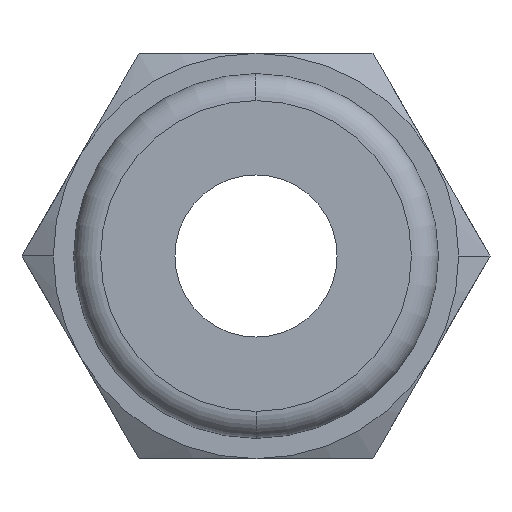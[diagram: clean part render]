
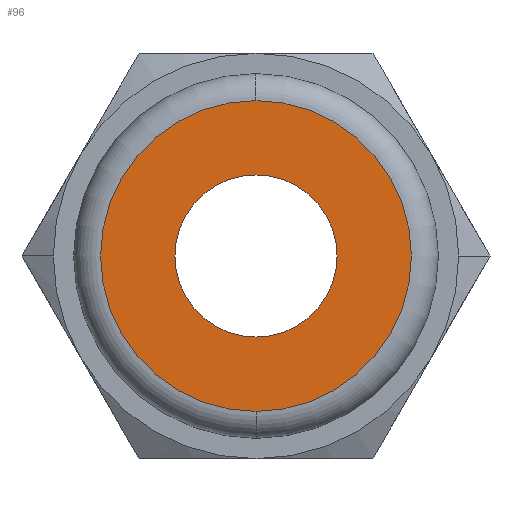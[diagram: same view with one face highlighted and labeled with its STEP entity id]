
A CAD part, front view. The second image highlights one B-rep face of the part: STEP entity #96.
In plain terms, the highlighted planar face has unit normal (0, -1, 0).
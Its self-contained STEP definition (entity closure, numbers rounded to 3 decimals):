
#96=ADVANCED_FACE('',(#208,#209),#210,.T.);
#208=FACE_BOUND('',#333,.T.);
#209=FACE_OUTER_BOUND('',#334,.T.);
#210=PLANE('',#335);
#333=EDGE_LOOP('',(#540,#541));
#334=EDGE_LOOP('',(#542,#543,#544));
#335=AXIS2_PLACEMENT_3D('',#545,#546,#547);
#540=ORIENTED_EDGE('',*,*,#788,.T.);
#541=ORIENTED_EDGE('',*,*,#789,.T.);
#542=ORIENTED_EDGE('',*,*,#790,.F.);
#543=ORIENTED_EDGE('',*,*,#791,.F.);
#544=ORIENTED_EDGE('',*,*,#782,.F.);
#545=CARTESIAN_POINT('',(2.875,0.0,0.0));
#546=DIRECTION('',(-0.0,-1.0,-0.0));
#547=DIRECTION('',(-1.0,0.0,0.0));
#782=EDGE_CURVE('',#940,#936,#942,.T.);
#788=EDGE_CURVE('',#948,#949,#950,.T.);
#789=EDGE_CURVE('',#949,#948,#951,.T.);
#790=EDGE_CURVE('',#952,#940,#953,.T.);
#791=EDGE_CURVE('',#936,#952,#954,.T.);
#936=VERTEX_POINT('',#1212);
#940=VERTEX_POINT('',#1216);
#942=CIRCLE('',#1218,5.75);
#948=VERTEX_POINT('',#1224);
#949=VERTEX_POINT('',#1225);
#950=CIRCLE('',#1226,3.0);
#951=CIRCLE('',#1227,3.0);
#952=VERTEX_POINT('',#1228);
#953=CIRCLE('',#1229,5.75);
#954=CIRCLE('',#1230,5.75);
#1212=CARTESIAN_POINT('',(0.,0.0,5.75));
#1216=CARTESIAN_POINT('',(0.,0.0,-5.75));
#1218=AXIS2_PLACEMENT_3D('',#1434,#1435,#1436);
#1224=CARTESIAN_POINT('',(-3.0,0.0,0.));
#1225=CARTESIAN_POINT('',(3.0,0.0,0.));
#1226=AXIS2_PLACEMENT_3D('',#1443,#1444,#1445);
#1227=AXIS2_PLACEMENT_3D('',#1446,#1447,#1448);
#1228=CARTESIAN_POINT('',(5.75,0.0,0.0));
#1229=AXIS2_PLACEMENT_3D('',#1449,#1450,#1451);
#1230=AXIS2_PLACEMENT_3D('',#1452,#1453,#1454);
#1434=CARTESIAN_POINT('',(0.0,0.0,0.0));
#1435=DIRECTION('',(-0.0,1.0,0.0));
#1436=DIRECTION('',(1.0,0.0,0.0));
#1443=CARTESIAN_POINT('',(0.0,0.0,0.0));
#1444=DIRECTION('',(-0.0,1.0,0.0));
#1445=DIRECTION('',(1.0,0.0,0.0));
#1446=CARTESIAN_POINT('',(0.0,0.0,0.0));
#1447=DIRECTION('',(-0.0,1.0,0.0));
#1448=DIRECTION('',(1.0,0.0,0.0));
#1449=CARTESIAN_POINT('',(0.0,0.0,0.0));
#1450=DIRECTION('',(-0.0,1.0,0.0));
#1451=DIRECTION('',(1.0,0.0,0.0));
#1452=CARTESIAN_POINT('',(0.0,0.0,0.0));
#1453=DIRECTION('',(-0.0,1.0,0.0));
#1454=DIRECTION('',(1.0,0.0,0.0));
